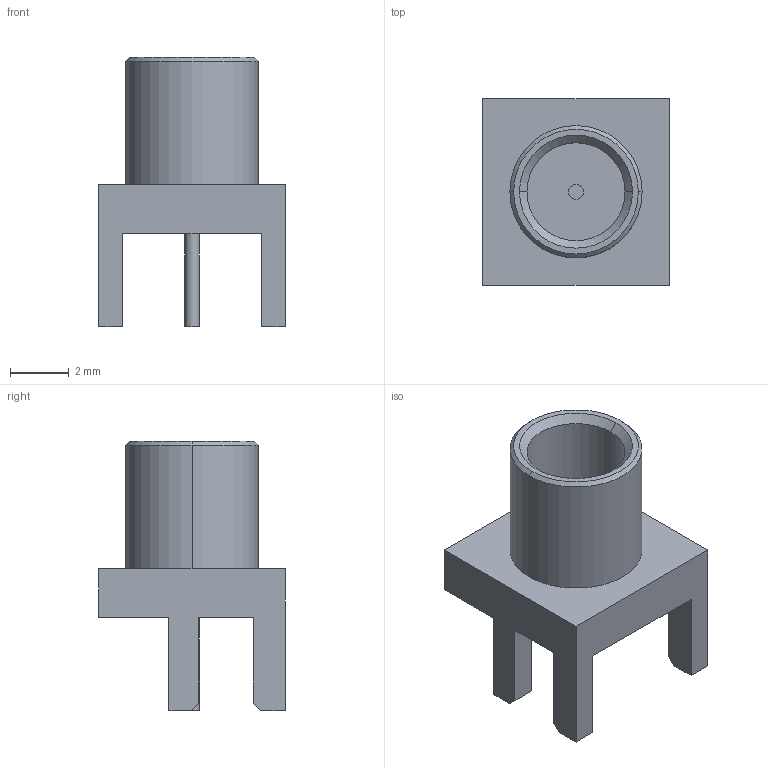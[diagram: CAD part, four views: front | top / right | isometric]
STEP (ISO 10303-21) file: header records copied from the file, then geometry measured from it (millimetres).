
FILE_DESCRIPTION (( 'STEP AP203' ), '1' );
FILE_NAME ('PE45211.step', '2019-02-27T18:47:41', ( '' ), ( '' ), 'SwSTEP 2.0', 'SolidWorks 2017', '' );
FILE_SCHEMA (( 'CONFIG_CONTROL_DESIGN' ));
Length unit declared in the file: inch
Products named in the file (1): PE45211
Bounding box: 6.35 x 6.35 x 9.17 mm (x, y, z)
Volume: 108.4 mm3; surface area: 283.6 mm2
Topology: 1 solids, 1 shells, 43 faces, 104 edges, 68 vertices
Faces by surface type: plane 29, cylinder 10, cone 4
Entity records: 1329 total; most frequent: DIRECTION 216, CARTESIAN_POINT 216, ORIENTED_EDGE 208, EDGE_CURVE 104, LINE 80, VECTOR 80, AXIS2_PLACEMENT_3D 68, VERTEX_POINT 68
